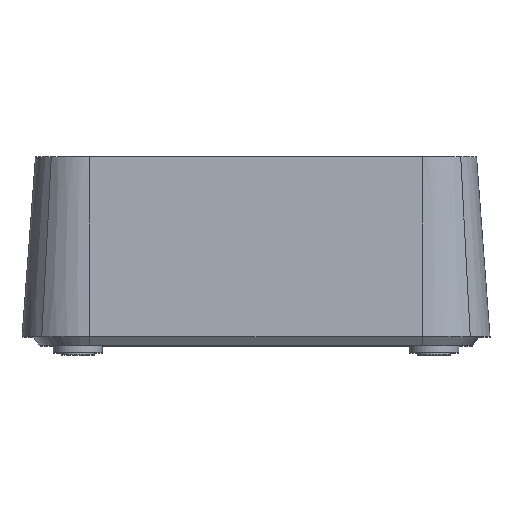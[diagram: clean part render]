
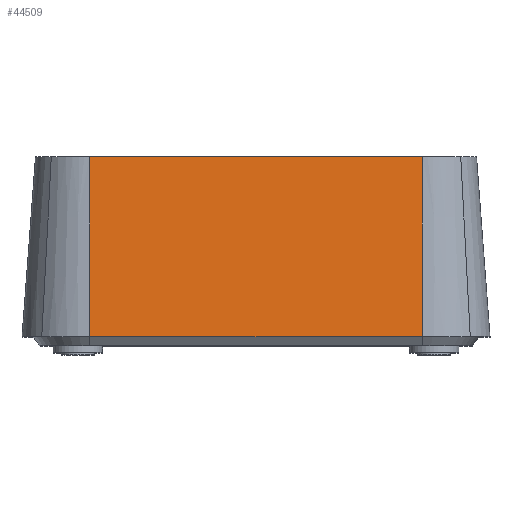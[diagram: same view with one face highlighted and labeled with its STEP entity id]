
A CAD part, top view. The second image highlights one B-rep face of the part: STEP entity #44509.
In plain terms, the highlighted planar face has unit normal (0, 0.075, 0.997).
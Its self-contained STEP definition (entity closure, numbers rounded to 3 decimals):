
#38869=DIRECTION('',(1.,0.,0.));
#38870=VECTOR('',#38869,74.);
#38871=CARTESIAN_POINT('',(-37.,40.,49.));
#38872=LINE('',#38871,#38870);
#38873=DIRECTION('',(0.,-0.997,0.075));
#38874=VECTOR('',#38873,40.112);
#38875=CARTESIAN_POINT('',(37.,40.,49.));
#38876=LINE('',#38875,#38874);
#38877=DIRECTION('',(-1.,0.,0.));
#38878=VECTOR('',#38877,74.);
#38879=CARTESIAN_POINT('',(37.,0.,52.));
#38880=LINE('',#38879,#38878);
#38881=DIRECTION('',(0.,-0.997,0.075));
#38882=VECTOR('',#38881,40.112);
#38883=CARTESIAN_POINT('',(-37.,40.,49.));
#38884=LINE('',#38883,#38882);
#42560=CARTESIAN_POINT('',(-37.,40.,49.));
#42561=CARTESIAN_POINT('',(-37.,0.,52.));
#42562=VERTEX_POINT('',#42560);
#42563=VERTEX_POINT('',#42561);
#42594=CARTESIAN_POINT('',(37.,40.,49.));
#42595=CARTESIAN_POINT('',(37.,0.,52.));
#42596=VERTEX_POINT('',#42594);
#42597=VERTEX_POINT('',#42595);
#44496=CARTESIAN_POINT('',(-18.5,20.,50.5));
#44497=DIRECTION('',(0.,-0.075,-0.997));
#44498=DIRECTION('',(-1.,0.,0.));
#44499=AXIS2_PLACEMENT_3D('',#44496,#44497,#44498);
#44500=PLANE('',#44499);
#44501=ORIENTED_EDGE('',*,*,#43571,.T.);
#44503=ORIENTED_EDGE('',*,*,#44502,.T.);
#44504=ORIENTED_EDGE('',*,*,#44444,.T.);
#44506=ORIENTED_EDGE('',*,*,#44505,.F.);
#44507=EDGE_LOOP('',(#44501,#44503,#44504,#44506));
#44508=FACE_OUTER_BOUND('',#44507,.F.);
#44509=ADVANCED_FACE('',(#44508),#44500,.F.);
#43571=EDGE_CURVE('',#42562,#42596,#38872,.T.);
#44444=EDGE_CURVE('',#42597,#42563,#38880,.T.);
#44502=EDGE_CURVE('',#42596,#42597,#38876,.T.);
#44505=EDGE_CURVE('',#42562,#42563,#38884,.T.);
